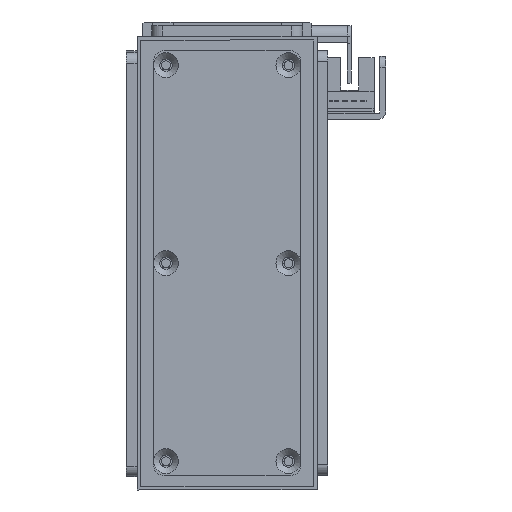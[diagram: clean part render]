
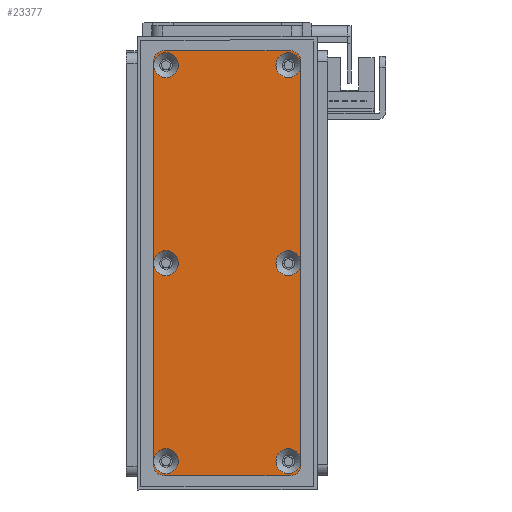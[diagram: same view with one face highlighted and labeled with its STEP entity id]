
A CAD part, front view. The second image highlights one B-rep face of the part: STEP entity #23377.
In plain terms, the highlighted face is planar.
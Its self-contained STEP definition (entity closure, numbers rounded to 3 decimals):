
#947=FACE_BOUND('',#4308,.T.);
#948=FACE_BOUND('',#4309,.T.);
#949=FACE_BOUND('',#4310,.T.);
#950=FACE_BOUND('',#4311,.T.);
#951=FACE_BOUND('',#4312,.T.);
#952=FACE_BOUND('',#4313,.T.);
#1537=PLANE('',#26048);
#2673=FACE_OUTER_BOUND('',#4307,.T.);
#4307=EDGE_LOOP('',(#20754,#20755,#20756,#20757,#20758,#20759,#20760,#20761));
#4308=EDGE_LOOP('',(#20762));
#4309=EDGE_LOOP('',(#20763));
#4310=EDGE_LOOP('',(#20764));
#4311=EDGE_LOOP('',(#20765));
#4312=EDGE_LOOP('',(#20766));
#4313=EDGE_LOOP('',(#20767));
#6316=LINE('',#40087,#8477);
#6320=LINE('',#40099,#8481);
#6324=LINE('',#40111,#8485);
#6328=LINE('',#40121,#8489);
#8477=VECTOR('',#32060,10.);
#8481=VECTOR('',#32072,10.);
#8485=VECTOR('',#32084,10.);
#8489=VECTOR('',#32096,10.);
#9644=CIRCLE('',#26002,3.45);
#9647=CIRCLE('',#26007,3.45);
#9650=CIRCLE('',#26012,3.45);
#9653=CIRCLE('',#26017,3.45);
#9656=CIRCLE('',#26022,3.45);
#9659=CIRCLE('',#26027,3.45);
#9663=CIRCLE('',#26033,3.);
#9665=CIRCLE('',#26037,3.);
#9667=CIRCLE('',#26041,3.);
#9669=CIRCLE('',#26045,3.);
#11638=VERTEX_POINT('',#40015);
#11641=VERTEX_POINT('',#40025);
#11644=VERTEX_POINT('',#40035);
#11647=VERTEX_POINT('',#40045);
#11650=VERTEX_POINT('',#40055);
#11653=VERTEX_POINT('',#40065);
#11658=VERTEX_POINT('',#40078);
#11659=VERTEX_POINT('',#40080);
#11661=VERTEX_POINT('',#40086);
#11663=VERTEX_POINT('',#40092);
#11665=VERTEX_POINT('',#40098);
#11667=VERTEX_POINT('',#40104);
#11669=VERTEX_POINT('',#40110);
#11671=VERTEX_POINT('',#40116);
#14708=EDGE_CURVE('',#11638,#11638,#9644,.T.);
#14713=EDGE_CURVE('',#11641,#11641,#9647,.T.);
#14718=EDGE_CURVE('',#11644,#11644,#9650,.T.);
#14723=EDGE_CURVE('',#11647,#11647,#9653,.T.);
#14728=EDGE_CURVE('',#11650,#11650,#9656,.T.);
#14733=EDGE_CURVE('',#11653,#11653,#9659,.T.);
#14740=EDGE_CURVE('',#11659,#11658,#9663,.T.);
#14743=EDGE_CURVE('',#11661,#11659,#6316,.T.);
#14746=EDGE_CURVE('',#11663,#11661,#9665,.T.);
#14749=EDGE_CURVE('',#11665,#11663,#6320,.T.);
#14752=EDGE_CURVE('',#11667,#11665,#9667,.T.);
#14755=EDGE_CURVE('',#11669,#11667,#6324,.T.);
#14758=EDGE_CURVE('',#11671,#11669,#9669,.T.);
#14761=EDGE_CURVE('',#11658,#11671,#6328,.T.);
#20754=ORIENTED_EDGE('',*,*,#14761,.T.);
#20755=ORIENTED_EDGE('',*,*,#14758,.T.);
#20756=ORIENTED_EDGE('',*,*,#14755,.T.);
#20757=ORIENTED_EDGE('',*,*,#14752,.T.);
#20758=ORIENTED_EDGE('',*,*,#14749,.T.);
#20759=ORIENTED_EDGE('',*,*,#14746,.T.);
#20760=ORIENTED_EDGE('',*,*,#14743,.T.);
#20761=ORIENTED_EDGE('',*,*,#14740,.T.);
#20762=ORIENTED_EDGE('',*,*,#14708,.T.);
#20763=ORIENTED_EDGE('',*,*,#14713,.T.);
#20764=ORIENTED_EDGE('',*,*,#14718,.T.);
#20765=ORIENTED_EDGE('',*,*,#14723,.T.);
#20766=ORIENTED_EDGE('',*,*,#14728,.T.);
#20767=ORIENTED_EDGE('',*,*,#14733,.T.);
#23377=ADVANCED_FACE('',(#2673,#947,#948,#949,#950,#951,#952),#1537,.T.);
#26002=AXIS2_PLACEMENT_3D('',#40016,#31979,#31980);
#26007=AXIS2_PLACEMENT_3D('',#40026,#31991,#31992);
#26012=AXIS2_PLACEMENT_3D('',#40036,#32003,#32004);
#26017=AXIS2_PLACEMENT_3D('',#40046,#32015,#32016);
#26022=AXIS2_PLACEMENT_3D('',#40056,#32027,#32028);
#26027=AXIS2_PLACEMENT_3D('',#40066,#32039,#32040);
#26033=AXIS2_PLACEMENT_3D('',#40081,#32054,#32055);
#26037=AXIS2_PLACEMENT_3D('',#40093,#32066,#32067);
#26041=AXIS2_PLACEMENT_3D('',#40105,#32078,#32079);
#26045=AXIS2_PLACEMENT_3D('',#40117,#32090,#32091);
#26048=AXIS2_PLACEMENT_3D('',#40123,#32099,#32100);
#31979=DIRECTION('center_axis',(0.,0.,-1.));
#31980=DIRECTION('ref_axis',(1.,0.,0.));
#31991=DIRECTION('center_axis',(0.,0.,-1.));
#31992=DIRECTION('ref_axis',(1.,0.,0.));
#32003=DIRECTION('center_axis',(0.,0.,-1.));
#32004=DIRECTION('ref_axis',(1.,0.,0.));
#32015=DIRECTION('center_axis',(0.,0.,-1.));
#32016=DIRECTION('ref_axis',(1.,0.,0.));
#32027=DIRECTION('center_axis',(0.,0.,-1.));
#32028=DIRECTION('ref_axis',(1.,0.,0.));
#32039=DIRECTION('center_axis',(0.,0.,-1.));
#32040=DIRECTION('ref_axis',(1.,0.,0.));
#32054=DIRECTION('center_axis',(0.,0.,1.));
#32055=DIRECTION('ref_axis',(-1.,0.,0.));
#32060=DIRECTION('',(0.,1.,0.));
#32066=DIRECTION('center_axis',(0.,0.,1.));
#32067=DIRECTION('ref_axis',(0.,1.,0.));
#32072=DIRECTION('',(1.,0.,0.));
#32078=DIRECTION('center_axis',(0.,0.,1.));
#32079=DIRECTION('ref_axis',(1.,0.,0.));
#32084=DIRECTION('',(0.,-1.,0.));
#32090=DIRECTION('center_axis',(0.,0.,1.));
#32091=DIRECTION('ref_axis',(0.,-1.,0.));
#32096=DIRECTION('',(-1.,0.,0.));
#32099=DIRECTION('center_axis',(0.,0.,1.));
#32100=DIRECTION('ref_axis',(1.,0.,0.));
#40015=CARTESIAN_POINT('',(110.55,3.5,3.));
#40016=CARTESIAN_POINT('Origin',(114.,3.5,3.));
#40025=CARTESIAN_POINT('',(55.55,37.5,3.));
#40026=CARTESIAN_POINT('Origin',(59.,37.5,3.));
#40035=CARTESIAN_POINT('',(55.55,3.5,3.));
#40036=CARTESIAN_POINT('Origin',(59.,3.5,3.));
#40045=CARTESIAN_POINT('',(0.55,37.5,3.));
#40046=CARTESIAN_POINT('Origin',(4.,37.5,3.));
#40055=CARTESIAN_POINT('',(110.55,37.5,3.));
#40056=CARTESIAN_POINT('Origin',(114.,37.5,3.));
#40065=CARTESIAN_POINT('',(0.55,3.5,3.));
#40066=CARTESIAN_POINT('Origin',(4.,3.5,3.));
#40078=CARTESIAN_POINT('',(115.,41.,3.));
#40080=CARTESIAN_POINT('',(118.,38.,3.));
#40081=CARTESIAN_POINT('Origin',(115.,38.,3.));
#40086=CARTESIAN_POINT('',(118.,3.,3.));
#40087=CARTESIAN_POINT('',(118.,38.,3.));
#40092=CARTESIAN_POINT('',(115.,0.,3.));
#40093=CARTESIAN_POINT('Origin',(115.,3.,3.));
#40098=CARTESIAN_POINT('',(3.,0.,3.));
#40099=CARTESIAN_POINT('',(115.,0.,3.));
#40104=CARTESIAN_POINT('',(0.,3.,3.));
#40105=CARTESIAN_POINT('Origin',(3.,3.,3.));
#40110=CARTESIAN_POINT('',(0.,38.,3.));
#40111=CARTESIAN_POINT('',(0.,3.,3.));
#40116=CARTESIAN_POINT('',(3.,41.,3.));
#40117=CARTESIAN_POINT('Origin',(3.,38.,3.));
#40121=CARTESIAN_POINT('',(3.,41.,3.));
#40123=CARTESIAN_POINT('Origin',(59.,20.5,3.));
